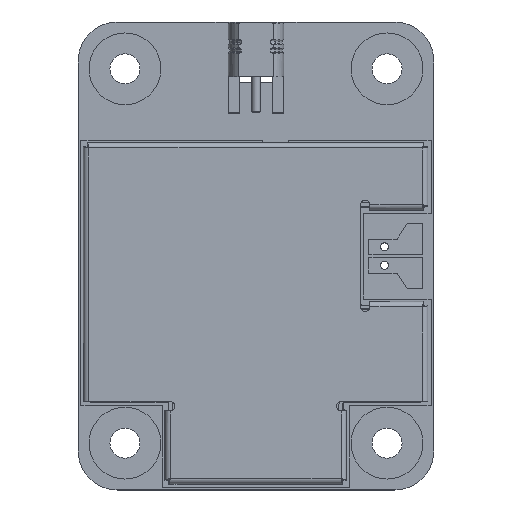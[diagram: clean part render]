
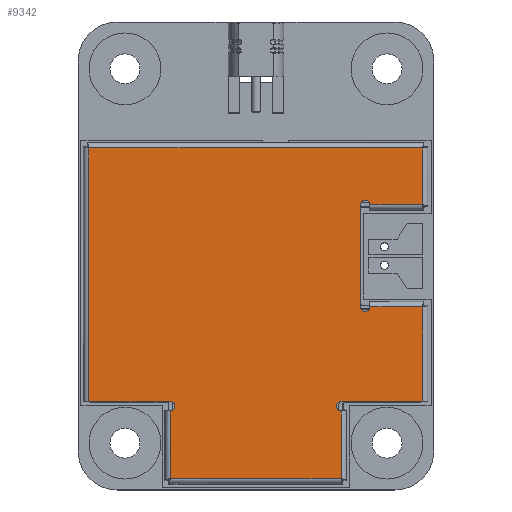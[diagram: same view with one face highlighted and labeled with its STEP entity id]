
A CAD part, top view. The second image highlights one B-rep face of the part: STEP entity #9342.
In plain terms, the highlighted face is planar.
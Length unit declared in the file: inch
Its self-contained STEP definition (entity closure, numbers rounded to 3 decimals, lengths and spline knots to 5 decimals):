
#789=CIRCLE('',#10246,0.015);
#791=CIRCLE('',#10250,0.015);
#793=CIRCLE('',#10253,0.015);
#795=CIRCLE('',#10257,0.015);
#1342=FACE_OUTER_BOUND('',#1975,.T.);
#1975=EDGE_LOOP('',(#8169,#8170,#8171,#8172,#8173,#8174,#8175,#8176,#8177,
#8178,#8179,#8180,#8181,#8182,#8183,#8184));
#2743=LINE('',#16478,#3566);
#2748=LINE('',#16499,#3571);
#2755=LINE('',#16594,#3578);
#2758=LINE('',#16667,#3581);
#2760=LINE('',#16702,#3583);
#2765=LINE('',#16738,#3588);
#2777=LINE('',#16804,#3600);
#2780=LINE('',#16877,#3603);
#2782=LINE('',#16912,#3605);
#2784=LINE('',#16947,#3607);
#2785=LINE('',#16950,#3608);
#2786=LINE('',#16951,#3609);
#3566=VECTOR('',#12670,0.327);
#3571=VECTOR('',#12689,0.261);
#3578=VECTOR('',#12706,1.07);
#3581=VECTOR('',#12713,0.182);
#3583=VECTOR('',#12725,0.169);
#3588=VECTOR('',#12740,0.169);
#3600=VECTOR('',#12772,0.217);
#3603=VECTOR('',#12779,0.548);
#3605=VECTOR('',#12791,0.217);
#3607=VECTOR('',#12803,0.813);
#3608=VECTOR('',#12806,0.261);
#3609=VECTOR('',#12807,0.304);
#4389=VERTEX_POINT('',#16466);
#4391=VERTEX_POINT('',#16470);
#4393=VERTEX_POINT('',#16475);
#4396=VERTEX_POINT('',#16483);
#4397=VERTEX_POINT('',#16485);
#4400=VERTEX_POINT('',#16492);
#4401=VERTEX_POINT('',#16494);
#4402=VERTEX_POINT('',#16498);
#4405=VERTEX_POINT('',#16506);
#4407=VERTEX_POINT('',#16538);
#4408=VERTEX_POINT('',#16568);
#4411=VERTEX_POINT('',#16624);
#4416=VERTEX_POINT('',#16725);
#4423=VERTEX_POINT('',#16789);
#4425=VERTEX_POINT('',#16834);
#4426=VERTEX_POINT('',#16949);
#5602=EDGE_CURVE('',#4389,#4391,#789,.T.);
#5605=EDGE_CURVE('',#4393,#4389,#2743,.T.);
#5608=EDGE_CURVE('',#4397,#4396,#791,.T.);
#5612=EDGE_CURVE('',#4401,#4400,#793,.T.);
#5614=EDGE_CURVE('',#4402,#4401,#2748,.T.);
#5618=EDGE_CURVE('',#4405,#4393,#795,.T.);
#5627=EDGE_CURVE('',#4408,#4407,#2755,.T.);
#5634=EDGE_CURVE('',#4407,#4411,#2758,.T.);
#5640=EDGE_CURVE('',#4411,#4391,#2760,.T.);
#5649=EDGE_CURVE('',#4405,#4416,#2765,.T.);
#5665=EDGE_CURVE('',#4397,#4423,#2777,.T.);
#5672=EDGE_CURVE('',#4423,#4425,#2780,.T.);
#5678=EDGE_CURVE('',#4425,#4400,#2782,.T.);
#5684=EDGE_CURVE('',#4402,#4408,#2784,.T.);
#5685=EDGE_CURVE('',#4396,#4426,#2785,.T.);
#5686=EDGE_CURVE('',#4426,#4416,#2786,.T.);
#8169=ORIENTED_EDGE('',*,*,#5618,.T.);
#8170=ORIENTED_EDGE('',*,*,#5605,.T.);
#8171=ORIENTED_EDGE('',*,*,#5602,.T.);
#8172=ORIENTED_EDGE('',*,*,#5640,.F.);
#8173=ORIENTED_EDGE('',*,*,#5634,.F.);
#8174=ORIENTED_EDGE('',*,*,#5627,.F.);
#8175=ORIENTED_EDGE('',*,*,#5684,.F.);
#8176=ORIENTED_EDGE('',*,*,#5614,.T.);
#8177=ORIENTED_EDGE('',*,*,#5612,.T.);
#8178=ORIENTED_EDGE('',*,*,#5678,.F.);
#8179=ORIENTED_EDGE('',*,*,#5672,.F.);
#8180=ORIENTED_EDGE('',*,*,#5665,.F.);
#8181=ORIENTED_EDGE('',*,*,#5608,.T.);
#8182=ORIENTED_EDGE('',*,*,#5685,.T.);
#8183=ORIENTED_EDGE('',*,*,#5686,.T.);
#8184=ORIENTED_EDGE('',*,*,#5649,.F.);
#8568=PLANE('',#10294);
#9342=ADVANCED_FACE('',(#1342),#8568,.T.);
#10246=AXIS2_PLACEMENT_3D('',#16472,#12664,#12665);
#10250=AXIS2_PLACEMENT_3D('',#16486,#12676,#12677);
#10253=AXIS2_PLACEMENT_3D('',#16495,#12684,#12685);
#10257=AXIS2_PLACEMENT_3D('',#16507,#12696,#12697);
#10294=AXIS2_PLACEMENT_3D('',#16948,#12804,#12805);
#12664=DIRECTION('center_axis',(0.,-1.,0.));
#12665=DIRECTION('ref_axis',(1.,0.,0.));
#12670=DIRECTION('',(0.,0.,1.));
#12676=DIRECTION('center_axis',(0.,-1.,0.));
#12677=DIRECTION('ref_axis',(0.,0.,
-1.));
#12684=DIRECTION('center_axis',(0.,-1.,0.));
#12685=DIRECTION('ref_axis',(0.,0.,
1.));
#12689=DIRECTION('',(-1.,0.,0.));
#12696=DIRECTION('center_axis',(0.,-1.,0.));
#12697=DIRECTION('ref_axis',(-1.,0.,0.));
#12706=DIRECTION('',(-1.,0.,0.));
#12713=DIRECTION('',(0.,0.,-1.));
#12725=DIRECTION('',(1.,0.,0.));
#12740=DIRECTION('',(-1.,0.,0.));
#12772=DIRECTION('',(0.,0.,-1.));
#12779=DIRECTION('',(1.,0.,0.));
#12791=DIRECTION('',(0.,0.,1.));
#12803=DIRECTION('',(0.,0.,1.));
#12804=DIRECTION('center_axis',(0.,1.,0.));
#12805=DIRECTION('ref_axis',(0.,0.,1.));
#12806=DIRECTION('',(-1.,0.,0.));
#12807=DIRECTION('',(0.,0.,1.));
#16466=CARTESIAN_POINT('',(-0.336,0.,0.348));
#16470=CARTESIAN_POINT('',(-0.366,0.,0.348));
#16472=CARTESIAN_POINT('Origin',(-0.351,0.,0.348));
#16475=CARTESIAN_POINT('',(-0.336,0.,0.021));
#16478=CARTESIAN_POINT('',(-0.336,0.,0.021));
#16483=CARTESIAN_POINT('',(-0.274,0.,-0.283));
#16485=CARTESIAN_POINT('',(-0.274,0.,-0.313));
#16486=CARTESIAN_POINT('Origin',(-0.274,0.,
-0.298));
#16492=CARTESIAN_POINT('',(0.274,0.,-0.313));
#16494=CARTESIAN_POINT('',(0.274,0.,-0.283));
#16495=CARTESIAN_POINT('Origin',(0.274,0.,
-0.298));
#16498=CARTESIAN_POINT('',(0.535,0.,-0.283));
#16499=CARTESIAN_POINT('',(0.535,0.,-0.283));
#16506=CARTESIAN_POINT('',(-0.366,0.,0.021));
#16507=CARTESIAN_POINT('Origin',(-0.351,0.,
0.021));
#16538=CARTESIAN_POINT('',(-0.535,0.,0.53));
#16568=CARTESIAN_POINT('',(0.535,0.,0.53));
#16594=CARTESIAN_POINT('',(0.535,0.,0.53));
#16624=CARTESIAN_POINT('',(-0.535,0.,0.348));
#16667=CARTESIAN_POINT('',(-0.535,0.,0.53));
#16702=CARTESIAN_POINT('',(-0.535,0.,0.348));
#16725=CARTESIAN_POINT('',(-0.535,0.,0.021));
#16738=CARTESIAN_POINT('',(-0.366,0.,0.021));
#16789=CARTESIAN_POINT('',(-0.274,0.,-0.53));
#16804=CARTESIAN_POINT('',(-0.274,0.,-0.313));
#16834=CARTESIAN_POINT('',(0.274,0.,-0.53));
#16877=CARTESIAN_POINT('',(-0.274,0.,-0.53));
#16912=CARTESIAN_POINT('',(0.274,0.,-0.53));
#16947=CARTESIAN_POINT('',(0.535,0.,-0.283));
#16948=CARTESIAN_POINT('Origin',(-0.535,0.,0.));
#16949=CARTESIAN_POINT('',(-0.535,0.,-0.283));
#16950=CARTESIAN_POINT('',(-0.274,0.,-0.283));
#16951=CARTESIAN_POINT('',(-0.535,0.,-0.283));
